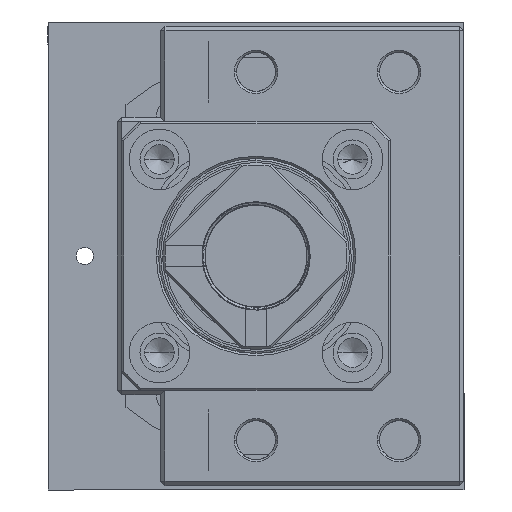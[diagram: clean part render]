
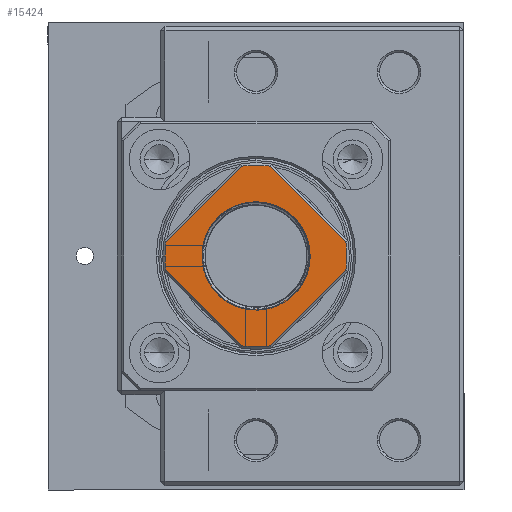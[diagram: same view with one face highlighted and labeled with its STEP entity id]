
A CAD part, left-side view. The second image highlights one B-rep face of the part: STEP entity #15424.
In plain terms, the highlighted face is planar.
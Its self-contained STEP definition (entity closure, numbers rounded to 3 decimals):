
#37 = DIRECTION ( 'NONE',  ( 0., 1., 0. ) ) ;
#623 = AXIS2_PLACEMENT_3D ( 'NONE', #13567, #2928, #6829 ) ;
#871 = ORIENTED_EDGE ( 'NONE', *, *, #7874, .T. ) ;
#1286 = VECTOR ( 'NONE', #6395, 1000. ) ;
#2106 = DIRECTION ( 'NONE',  ( 0., 0., -1. ) ) ;
#2334 = CARTESIAN_POINT ( 'NONE',  ( 9.946, -42., 55.503 ) ) ;
#2928 = DIRECTION ( 'NONE',  ( 0., 1., 0. ) ) ;
#3026 = CARTESIAN_POINT ( 'NONE',  ( 0., -42., 48. ) ) ;
#3278 = CARTESIAN_POINT ( 'NONE',  ( 12.203, -42., 49.897 ) ) ;
#3366 = CARTESIAN_POINT ( 'NONE',  ( -3.303, -42., 27.261 ) ) ;
#3626 = VERTEX_POINT ( 'NONE', #3278 ) ;
#3735 = EDGE_CURVE ( 'NONE', #42029, #34884, #27485, .T. ) ;
#3769 = DIRECTION ( 'NONE',  ( 0., 1., 0. ) ) ;
#4224 = VERTEX_POINT ( 'NONE', #8926 ) ;
#4399 = FACE_BOUND ( 'NONE', #12079, .T. ) ;
#5307 = CARTESIAN_POINT ( 'NONE',  ( 0., -42., 48. ) ) ;
#5442 = ORIENTED_EDGE ( 'NONE', *, *, #31504, .T. ) ;
#5662 = CARTESIAN_POINT ( 'NONE',  ( 20.739, -42., 44.697 ) ) ;
#6375 = VERTEX_POINT ( 'NONE', #33241 ) ;
#6395 = DIRECTION ( 'NONE',  ( -0.707, 0., 0.707 ) ) ;
#6630 = CARTESIAN_POINT ( 'NONE',  ( 0., -42., 48. ) ) ;
#6780 = CARTESIAN_POINT ( 'NONE',  ( 11.189, -42., 53.574 ) ) ;
#6829 = DIRECTION ( 'NONE',  ( 0., 0., 1. ) ) ;
#7406 = CARTESIAN_POINT ( 'NONE',  ( -3.303, -42., 27.261 ) ) ;
#7530 = AXIS2_PLACEMENT_3D ( 'NONE', #3026, #16319, #43052 ) ;
#7575 = EDGE_CURVE ( 'NONE', #6375, #4224, #15472, .T. ) ;
#7749 = ORIENTED_EDGE ( 'NONE', *, *, #42787, .T. ) ;
#7874 = EDGE_CURVE ( 'NONE', #34884, #41223, #43145, .T. ) ;
#8022 = DIRECTION ( 'NONE',  ( 0.707, 0., 0.707 ) ) ;
#8364 = DIRECTION ( 'NONE',  ( 0., 1., 0. ) ) ;
#8848 = AXIS2_PLACEMENT_3D ( 'NONE', #26832, #9985, #23978 ) ;
#8926 = CARTESIAN_POINT ( 'NONE',  ( 3.303, -42., 27.261 ) ) ;
#9391 = ORIENTED_EDGE ( 'NONE', *, *, #3735, .T. ) ;
#9625 = CARTESIAN_POINT ( 'NONE',  ( 12.203, -42., 49.897 ) ) ;
#9985 = DIRECTION ( 'NONE',  ( 0., -1., 0. ) ) ;
#10247 = VECTOR ( 'NONE', #42406, 1000. ) ;
#10492 = EDGE_CURVE ( 'NONE', #15040, #37972, #38045, .T. ) ;
#11294 = ORIENTED_EDGE ( 'NONE', *, *, #16287, .T. ) ;
#11497 = EDGE_CURVE ( 'NONE', #32108, #35015, #14407, .T. ) ;
#11556 = CARTESIAN_POINT ( 'NONE',  ( 3.303, -42., 68.739 ) ) ;
#11828 = VERTEX_POINT ( 'NONE', #37691 ) ;
#11928 = CARTESIAN_POINT ( 'NONE',  ( 10.623, -42., 54.577 ) ) ;
#12079 = EDGE_LOOP ( 'NONE', ( #34834, #30175, #13971, #12535, #22796 ) ) ;
#12322 = CARTESIAN_POINT ( 'NONE',  ( -20.739, -42., 51.303 ) ) ;
#12459 = CARTESIAN_POINT ( 'NONE',  ( 7.744, -42., 57.62 ) ) ;
#12535 = ORIENTED_EDGE ( 'NONE', *, *, #11497, .T. ) ;
#13105 = CARTESIAN_POINT ( 'NONE',  ( -3.303, -42., 68.739 ) ) ;
#13121 = CARTESIAN_POINT ( 'NONE',  ( 11.486, -42., 52.871 ) ) ;
#13390 = ORIENTED_EDGE ( 'NONE', *, *, #21114, .T. ) ;
#13567 = CARTESIAN_POINT ( 'NONE',  ( 0., -42., 48. ) ) ;
#13971 = ORIENTED_EDGE ( 'NONE', *, *, #42954, .T. ) ;
#14200 = DIRECTION ( 'NONE',  ( 0., 0., 1. ) ) ;
#14407 = CIRCLE ( 'NONE', #8848, 12.35 ) ;
#14442 = VECTOR ( 'NONE', #29415, 1000. ) ;
#14639 = CARTESIAN_POINT ( 'NONE',  ( 0., -42., 69. ) ) ;
#14649 = AXIS2_PLACEMENT_3D ( 'NONE', #23378, #37, #33684 ) ;
#15040 = VERTEX_POINT ( 'NONE', #27837 ) ;
#15424 = ADVANCED_FACE ( 'NONE', ( #26906, #4399 ), #37868, .T. ) ;
#15472 = LINE ( 'NONE', #5662, #10247 ) ;
#16010 = VERTEX_POINT ( 'NONE', #21971 ) ;
#16063 = CARTESIAN_POINT ( 'NONE',  ( 7.744, -42., 57.62 ) ) ;
#16287 = EDGE_CURVE ( 'NONE', #41223, #15040, #40455, .T. ) ;
#16319 = DIRECTION ( 'NONE',  ( 0., 1., 0. ) ) ;
#17113 = B_SPLINE_CURVE_WITH_KNOTS ( 'NONE', 3,
 ( #9625, #26016, #22735, #39384, #36123, #13121, #6780, #33022 ),
 .UNSPECIFIED., .F., .F.,
 ( 4, 2, 2, 4 ),
 ( 0., 0.001, 0.002, 0.005 ),
 .UNSPECIFIED. ) ;
#17636 = EDGE_CURVE ( 'NONE', #3626, #16010, #17113, .T. ) ;
#17656 = CARTESIAN_POINT ( 'NONE',  ( -20.739, -42., 51.303 ) ) ;
#18257 = DIRECTION ( 'NONE',  ( 0., 1., 0. ) ) ;
#18509 = AXIS2_PLACEMENT_3D ( 'NONE', #41918, #22409, #2106 ) ;
#18944 = CARTESIAN_POINT ( 'NONE',  ( 10.407, -42., 54.893 ) ) ;
#19363 = CIRCLE ( 'NONE', #29781, 21. ) ;
#19387 = AXIS2_PLACEMENT_3D ( 'NONE', #21010, #3769, #14200 ) ;
#19596 = CARTESIAN_POINT ( 'NONE',  ( 8.924, -42., 56.647 ) ) ;
#19961 = AXIS2_PLACEMENT_3D ( 'NONE', #6630, #37244, #19985 ) ;
#19985 = DIRECTION ( 'NONE',  ( 0., 0., -1. ) ) ;
#20818 = ORIENTED_EDGE ( 'NONE', *, *, #32641, .T. ) ;
#21010 = CARTESIAN_POINT ( 'NONE',  ( 0., -42., 69.5 ) ) ;
#21114 = EDGE_CURVE ( 'NONE', #4224, #35804, #19363, .T. ) ;
#21158 = CARTESIAN_POINT ( 'NONE',  ( 0., -42., 35.65 ) ) ;
#21542 = CARTESIAN_POINT ( 'NONE',  ( 0., -42., 48. ) ) ;
#21702 = DIRECTION ( 'NONE',  ( 0., 0., 1. ) ) ;
#21971 = CARTESIAN_POINT ( 'NONE',  ( 10.825, -42., 54.25 ) ) ;
#22409 = DIRECTION ( 'NONE',  ( 0., -1., 0. ) ) ;
#22735 = CARTESIAN_POINT ( 'NONE',  ( 12.094, -42., 50.656 ) ) ;
#22796 = ORIENTED_EDGE ( 'NONE', *, *, #37990, .T. ) ;
#23378 = CARTESIAN_POINT ( 'NONE',  ( 0., -42., 48. ) ) ;
#23978 = DIRECTION ( 'NONE',  ( 0., 0., -1. ) ) ;
#25225 = CARTESIAN_POINT ( 'NONE',  ( 0., -42., 60.35 ) ) ;
#25491 = CIRCLE ( 'NONE', #40887, 21. ) ;
#26016 = CARTESIAN_POINT ( 'NONE',  ( 12.158, -42., 50.278 ) ) ;
#26348 = VERTEX_POINT ( 'NONE', #12459 ) ;
#26496 = VECTOR ( 'NONE', #8022, 1000. ) ;
#26832 = CARTESIAN_POINT ( 'NONE',  ( 0., -42., 48. ) ) ;
#26906 = FACE_OUTER_BOUND ( 'NONE', #40884, .T. ) ;
#27485 = LINE ( 'NONE', #17656, #26496 ) ;
#27648 = DIRECTION ( 'NONE',  ( 0., 0., 1. ) ) ;
#27837 = CARTESIAN_POINT ( 'NONE',  ( 3.303, -42., 68.739 ) ) ;
#28948 = CARTESIAN_POINT ( 'NONE',  ( 10.825, -42., 54.25 ) ) ;
#29415 = DIRECTION ( 'NONE',  ( 0.707, 0., -0.707 ) ) ;
#29674 = B_SPLINE_CURVE_WITH_KNOTS ( 'NONE', 3,
 ( #28948, #11928, #18944, #2334, #39074, #19596, #42347, #16063 ),
 .UNSPECIFIED., .F., .F.,
 ( 4, 2, 2, 4 ),
 ( 0., 0.001, 0.002, 0.005 ),
 .UNSPECIFIED. ) ;
#29704 = CIRCLE ( 'NONE', #19961, 12.35 ) ;
#29781 = AXIS2_PLACEMENT_3D ( 'NONE', #5307, #8364, #21702 ) ;
#30175 = ORIENTED_EDGE ( 'NONE', *, *, #31186, .T. ) ;
#31186 = EDGE_CURVE ( 'NONE', #16010, #26348, #29674, .T. ) ;
#31504 = EDGE_CURVE ( 'NONE', #35804, #11828, #33287, .T. ) ;
#32108 = VERTEX_POINT ( 'NONE', #25225 ) ;
#32641 = EDGE_CURVE ( 'NONE', #11828, #42029, #33516, .T. ) ;
#33022 = CARTESIAN_POINT ( 'NONE',  ( 10.825, -42., 54.25 ) ) ;
#33241 = CARTESIAN_POINT ( 'NONE',  ( 20.739, -42., 44.697 ) ) ;
#33287 = LINE ( 'NONE', #3366, #1286 ) ;
#33516 = CIRCLE ( 'NONE', #14649, 21. ) ;
#33684 = DIRECTION ( 'NONE',  ( 0., 0., 1. ) ) ;
#34834 = ORIENTED_EDGE ( 'NONE', *, *, #17636, .T. ) ;
#34884 = VERTEX_POINT ( 'NONE', #13105 ) ;
#35015 = VERTEX_POINT ( 'NONE', #21158 ) ;
#35297 = CIRCLE ( 'NONE', #18509, 12.35 ) ;
#35804 = VERTEX_POINT ( 'NONE', #7406 ) ;
#36123 = CARTESIAN_POINT ( 'NONE',  ( 11.833, -42., 51.776 ) ) ;
#37162 = ORIENTED_EDGE ( 'NONE', *, *, #10492, .T. ) ;
#37244 = DIRECTION ( 'NONE',  ( 0., -1., 0. ) ) ;
#37691 = CARTESIAN_POINT ( 'NONE',  ( -20.739, -42., 44.697 ) ) ;
#37868 = PLANE ( 'NONE',  #19387 ) ;
#37972 = VERTEX_POINT ( 'NONE', #39704 ) ;
#37990 = EDGE_CURVE ( 'NONE', #35015, #3626, #29704, .T. ) ;
#38034 = ORIENTED_EDGE ( 'NONE', *, *, #7575, .T. ) ;
#38045 = LINE ( 'NONE', #11556, #14442 ) ;
#39074 = CARTESIAN_POINT ( 'NONE',  ( 9.7, -42., 55.799 ) ) ;
#39384 = CARTESIAN_POINT ( 'NONE',  ( 11.932, -42., 51.404 ) ) ;
#39704 = CARTESIAN_POINT ( 'NONE',  ( 20.739, -42., 51.303 ) ) ;
#40455 = CIRCLE ( 'NONE', #623, 21. ) ;
#40884 = EDGE_LOOP ( 'NONE', ( #20818, #9391, #871, #11294, #37162, #7749, #38034, #13390, #5442 ) ) ;
#40887 = AXIS2_PLACEMENT_3D ( 'NONE', #21542, #18257, #27648 ) ;
#41223 = VERTEX_POINT ( 'NONE', #14639 ) ;
#41918 = CARTESIAN_POINT ( 'NONE',  ( 0., -42., 48. ) ) ;
#42029 = VERTEX_POINT ( 'NONE', #12322 ) ;
#42347 = CARTESIAN_POINT ( 'NONE',  ( 8.359, -42., 57.16 ) ) ;
#42406 = DIRECTION ( 'NONE',  ( -0.707, 0., -0.707 ) ) ;
#42787 = EDGE_CURVE ( 'NONE', #37972, #6375, #25491, .T. ) ;
#42954 = EDGE_CURVE ( 'NONE', #26348, #32108, #35297, .T. ) ;
#43052 = DIRECTION ( 'NONE',  ( 0., 0., 1. ) ) ;
#43145 = CIRCLE ( 'NONE', #7530, 21. ) ;
